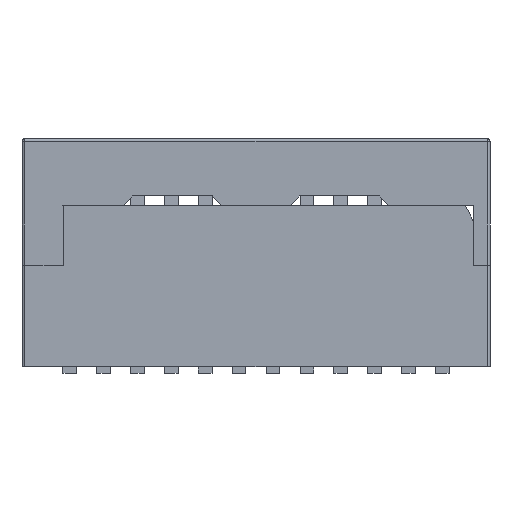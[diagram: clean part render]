
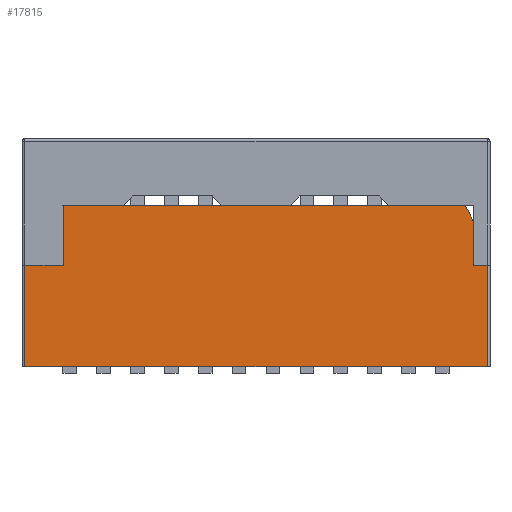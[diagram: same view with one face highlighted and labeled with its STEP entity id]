
A CAD part, front view. The second image highlights one B-rep face of the part: STEP entity #17815.
In plain terms, the highlighted planar face has unit normal (0, -1, 0).
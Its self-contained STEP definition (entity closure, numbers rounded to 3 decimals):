
#2420=ORIENTED_EDGE('',*,*,#6794,.T.);
#2421=ORIENTED_EDGE('',*,*,#6875,.T.);
#2422=ORIENTED_EDGE('',*,*,#6876,.F.);
#2423=ORIENTED_EDGE('',*,*,#6877,.T.);
#2424=ORIENTED_EDGE('',*,*,#6787,.F.);
#2425=ORIENTED_EDGE('',*,*,#6810,.F.);
#2426=ORIENTED_EDGE('',*,*,#6827,.T.);
#2427=ORIENTED_EDGE('',*,*,#6878,.T.);
#2428=ORIENTED_EDGE('',*,*,#6879,.F.);
#6787=EDGE_CURVE('',#9092,#9093,#11012,.T.);
#6794=EDGE_CURVE('',#9100,#9099,#11017,.T.);
#6810=EDGE_CURVE('',#9114,#9092,#11031,.T.);
#6827=EDGE_CURVE('',#9114,#9120,#11048,.T.);
#6875=EDGE_CURVE('',#9099,#9147,#11094,.T.);
#6876=EDGE_CURVE('',#9148,#9147,#11095,.T.);
#6877=EDGE_CURVE('',#9148,#9093,#11096,.F.);
#6878=EDGE_CURVE('',#9120,#9149,#11097,.T.);
#6879=EDGE_CURVE('',#9100,#9149,#11098,.T.);
#9092=VERTEX_POINT('',#30320);
#9093=VERTEX_POINT('',#30321);
#9099=VERTEX_POINT('',#30334);
#9100=VERTEX_POINT('',#30336);
#9114=VERTEX_POINT('',#30368);
#9120=VERTEX_POINT('',#30394);
#9147=VERTEX_POINT('',#30488);
#9148=VERTEX_POINT('',#30490);
#9149=VERTEX_POINT('',#30493);
#11012=LINE('',#30319,#13109);
#11017=LINE('',#30335,#13114);
#11031=LINE('',#30369,#13128);
#11048=LINE('',#30395,#13145);
#11094=LINE('',#30487,#13191);
#11095=LINE('',#30489,#13192);
#11096=LINE('',#30491,#13193);
#11097=LINE('',#30492,#13194);
#11098=LINE('',#30494,#13195);
#13109=VECTOR('',#25556,1000.);
#13114=VECTOR('',#25567,1000.);
#13128=VECTOR('',#25591,1000.);
#13145=VECTOR('',#25614,1000.);
#13191=VECTOR('',#25700,1000.);
#13192=VECTOR('',#25701,1000.);
#13193=VECTOR('',#25702,1000.);
#13194=VECTOR('',#25703,1000.);
#13195=VECTOR('',#25704,1000.);
#14778=EDGE_LOOP('',(#2420,#2421,#2422,#2423,#2424,#2425,#2426,#2427,#2428));
#15883=FACE_BOUND('',#14778,.T.);
#16940=PLANE('',#23096);
#17815=ADVANCED_FACE('',(#15883),#16940,.F.);
#23096=AXIS2_PLACEMENT_3D('',#30486,#25698,#25699);
#25556=DIRECTION('',(1.,0.,0.));
#25567=DIRECTION('',(-1.,0.,0.));
#25591=DIRECTION('',(0.,0.,-1.));
#25614=DIRECTION('',(-0.447,0.,0.894));
#25698=DIRECTION('',(0.,1.,0.));
#25699=DIRECTION('',(0.,0.,1.));
#25700=DIRECTION('',(0.,0.,-1.));
#25701=DIRECTION('',(-1.,0.,0.));
#25702=DIRECTION('',(0.,0.,-1.));
#25703=DIRECTION('',(-1.,0.,0.));
#25704=DIRECTION('',(0.,0.,1.));
#30319=CARTESIAN_POINT('',(8.775,-7.35,3.8));
#30320=CARTESIAN_POINT('',(8.15,-7.35,3.8));
#30321=CARTESIAN_POINT('',(8.675,-7.35,3.8));
#30334=CARTESIAN_POINT('',(-8.675,-7.35,3.8));
#30335=CARTESIAN_POINT('',(8.775,-7.35,3.8));
#30336=CARTESIAN_POINT('',(-7.225,-7.35,3.8));
#30368=CARTESIAN_POINT('',(8.15,-7.35,5.45));
#30369=CARTESIAN_POINT('',(8.15,-7.35,6.05));
#30394=CARTESIAN_POINT('',(7.85,-7.35,6.05));
#30395=CARTESIAN_POINT('',(8.15,-7.35,5.45));
#30486=CARTESIAN_POINT('',(8.775,-7.35,6.05));
#30487=CARTESIAN_POINT('',(-8.675,-7.35,6.05));
#30488=CARTESIAN_POINT('',(-8.675,-7.35,0.));
#30489=CARTESIAN_POINT('',(8.775,-7.35,0.));
#30490=CARTESIAN_POINT('',(8.675,-7.35,0.));
#30491=CARTESIAN_POINT('',(8.675,-7.35,3.8));
#30492=CARTESIAN_POINT('',(8.775,-7.35,6.05));
#30493=CARTESIAN_POINT('',(-7.225,-7.35,6.05));
#30494=CARTESIAN_POINT('',(-7.225,-7.35,6.05));
